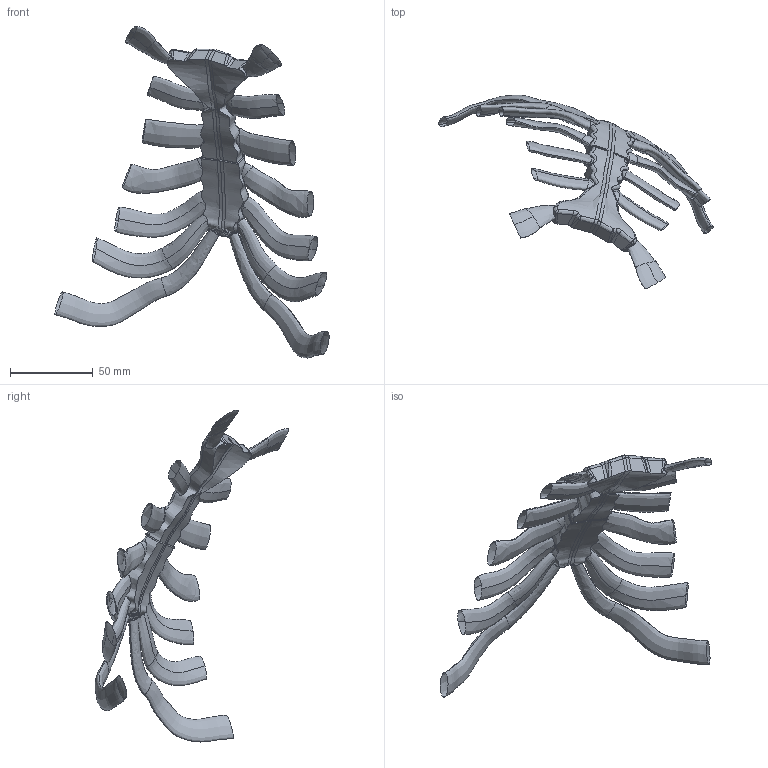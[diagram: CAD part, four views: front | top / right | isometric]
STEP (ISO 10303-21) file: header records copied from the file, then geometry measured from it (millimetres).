
FILE_DESCRIPTION((''),'2;1');
FILE_NAME('CERCLAGEN_TEST_ASM','2016-03-03T',('David'),(''),'PRO/ENGINEER BY PARAMETRIC TECHNOLOGY CORPORATION, 2014200','PRO/ENGINEER BY PARAMETRIC TECHNOLOGY CORPORATION, 2014200','');
FILE_SCHEMA(('CONFIG_CONTROL_DESIGN'));
Products named in the file (4): STERNUM_NEU; STERNUM_NEU_MIR; CERCL_WIRE_1; CERCLAGEN_TEST_ASM
Assembly tree (3 placements, depth 2):
  CERCLAGEN_TEST_ASM
    STERNUM_NEU
    STERNUM_NEU_MIR
    CERCL_WIRE_1
Bounding box: 165.53 x 117.07 x 200.45 mm (x, y, z)
Volume: 29523.3 mm3; surface area: 57095.2 mm2
Topology: 3 solids, 21 shells, 304 faces, 1178 edges, 834 vertices
Faces by surface type: bspline 250, plane 34, cylinder 12, sphere 8
Entity records: 74468 total; most frequent: CARTESIAN_POINT 67810, ORIENTED_EDGE 1932, EDGE_CURVE 1040, B_SPLINE_CURVE_WITH_KNOTS 1002, VERTEX_POINT 750, EDGE_LOOP 304, FACE_OUTER_BOUND 304, ADVANCED_FACE 304
